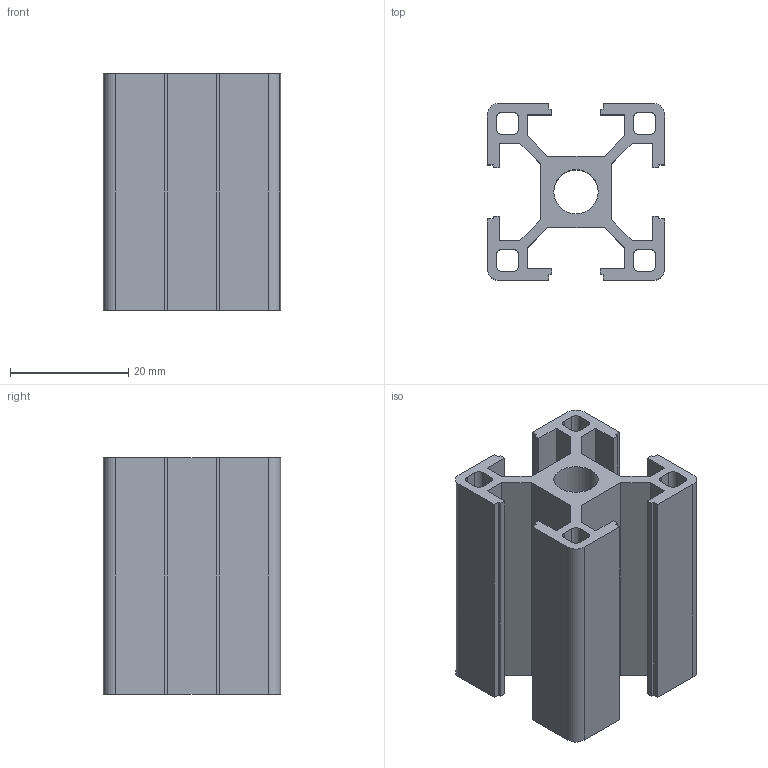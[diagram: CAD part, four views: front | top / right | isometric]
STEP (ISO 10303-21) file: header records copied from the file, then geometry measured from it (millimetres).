
FILE_DESCRIPTION(/* description */ (''),/* implementation_level */ '2;1');
FILE_NAME(/* name */ '30x30 aluminum.stp',/* time_stamp */ '2020-04-01T12:34:28+05:00',/* author */ ('Sunoj'),/* organization */ (''),/* preprocessor_version */ 'ST-DEVELOPER v18',/* originating_system */ 'Autodesk Inventor 2020',/* authorisation */ '');
FILE_SCHEMA (('AUTOMOTIVE_DESIGN { 1 0 10303 214 3 1 1 }'));
Length unit declared in the file: millimetre
Products named in the file (1): 30x30 aluminum
Bounding box: 30 x 30 x 40 mm (x, y, z)
Volume: 12618.4 mm3; surface area: 13273.3 mm2
Topology: 1 solids, 1 shells, 101 faces, 297 edges, 198 vertices
Faces by surface type: plane 78, cylinder 23
Full cylindrical faces by diameter (mm): 7.5 x1
Entity records: 3398 total; most frequent: CARTESIAN_POINT 597, ORIENTED_EDGE 594, DIRECTION 547, EDGE_CURVE 297, LINE 251, VECTOR 251, VERTEX_POINT 198, AXIS2_PLACEMENT_3D 148
